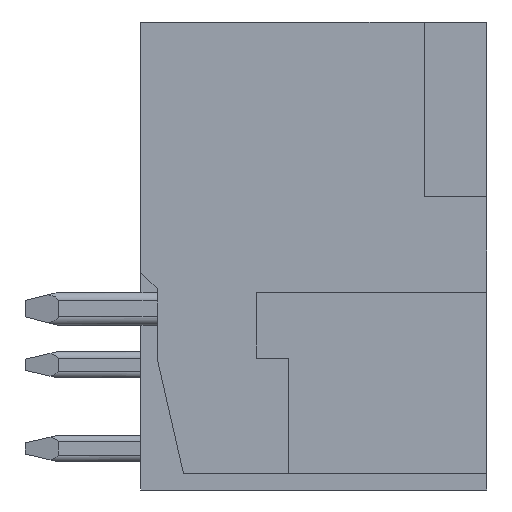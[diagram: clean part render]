
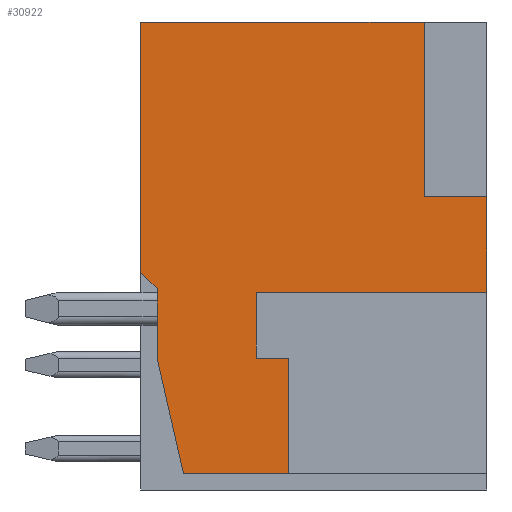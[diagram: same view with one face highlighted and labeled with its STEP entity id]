
A CAD part, front view. The second image highlights one B-rep face of the part: STEP entity #30922.
In plain terms, the highlighted planar face has unit normal (0, -1, 0).
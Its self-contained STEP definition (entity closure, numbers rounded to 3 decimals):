
#117=DIRECTION('',(1.,0.,0.));
#118=VECTOR('',#117,7.);
#119=CARTESIAN_POINT('',(-1.75,-63.47,-1.1));
#120=LINE('',#119,#118);
#578=DIRECTION('',(0.223,0.,-0.975));
#579=VECTOR('',#578,3.59);
#580=CARTESIAN_POINT('',(-4.75,-63.47,-3.1));
#581=LINE('',#580,#579);
#582=DIRECTION('',(0.,0.,1.));
#583=VECTOR('',#582,2.1);
#584=CARTESIAN_POINT('',(-4.75,-63.47,-3.1));
#585=LINE('',#584,#583);
#586=DIRECTION('',(0.707,0.,-0.707));
#587=VECTOR('',#586,0.707);
#588=CARTESIAN_POINT('',(-5.25,-63.47,-0.5));
#589=LINE('',#588,#587);
#590=DIRECTION('',(0.,0.,-1.));
#591=VECTOR('',#590,7.6);
#592=CARTESIAN_POINT('',(-5.25,-63.47,7.1));
#593=LINE('',#592,#591);
#594=DIRECTION('',(-1.,0.,0.));
#595=VECTOR('',#594,8.6);
#596=CARTESIAN_POINT('',(3.35,-63.47,7.1));
#597=LINE('',#596,#595);
#598=DIRECTION('',(0.,0.,-1.));
#599=VECTOR('',#598,5.3);
#600=CARTESIAN_POINT('',(3.35,-63.47,7.1));
#601=LINE('',#600,#599);
#602=DIRECTION('',(-1.,0.,0.));
#603=VECTOR('',#602,1.9);
#604=CARTESIAN_POINT('',(5.25,-63.47,1.8));
#605=LINE('',#604,#603);
#606=DIRECTION('',(0.,0.,1.));
#607=VECTOR('',#606,2.9);
#608=CARTESIAN_POINT('',(5.25,-63.47,-1.1));
#609=LINE('',#608,#607);
#610=DIRECTION('',(0.,0.,-1.));
#611=VECTOR('',#610,2.);
#612=CARTESIAN_POINT('',(-1.75,-63.47,-1.1));
#613=LINE('',#612,#611);
#614=DIRECTION('',(1.,0.,0.));
#615=VECTOR('',#614,1.);
#616=CARTESIAN_POINT('',(-1.75,-63.47,-3.1));
#617=LINE('',#616,#615);
#618=DIRECTION('',(0.,0.,1.));
#619=VECTOR('',#618,3.5);
#620=CARTESIAN_POINT('',(-0.75,-63.47,-6.6));
#621=LINE('',#620,#619);
#622=DIRECTION('',(1.,0.,0.));
#623=VECTOR('',#622,3.2);
#624=CARTESIAN_POINT('',(-3.95,-63.47,-6.6));
#625=LINE('',#624,#623);
#24041=CARTESIAN_POINT('',(-5.25,-63.47,7.1));
#24043=VERTEX_POINT('',#24041);
#24071=CARTESIAN_POINT('',(3.35,-63.47,7.1));
#24072=VERTEX_POINT('',#24071);
#24073=CARTESIAN_POINT('',(5.25,-63.47,1.8));
#24075=VERTEX_POINT('',#24073);
#24083=CARTESIAN_POINT('',(3.35,-63.47,1.8));
#24084=VERTEX_POINT('',#24083);
#24123=CARTESIAN_POINT('',(5.25,-63.47,-1.1));
#24124=VERTEX_POINT('',#24123);
#24129=CARTESIAN_POINT('',(-1.75,-63.47,-3.1));
#24130=CARTESIAN_POINT('',(-0.75,-63.47,-3.1));
#24131=VERTEX_POINT('',#24129);
#24132=VERTEX_POINT('',#24130);
#24135=CARTESIAN_POINT('',(-0.75,-63.47,-6.6));
#24136=VERTEX_POINT('',#24135);
#24137=CARTESIAN_POINT('',(-1.75,-63.47,-1.1));
#24138=VERTEX_POINT('',#24137);
#24141=CARTESIAN_POINT('',(-5.25,-63.47,-0.5));
#24142=CARTESIAN_POINT('',(-4.75,-63.47,-1.));
#24143=VERTEX_POINT('',#24141);
#24144=VERTEX_POINT('',#24142);
#24157=CARTESIAN_POINT('',(-4.75,-63.47,-3.1));
#24158=CARTESIAN_POINT('',(-3.95,-63.47,-6.6));
#24159=VERTEX_POINT('',#24157);
#24160=VERTEX_POINT('',#24158);
#30894=CARTESIAN_POINT('',(0.,-63.47,0.));
#30895=DIRECTION('',(0.,-1.,0.));
#30896=DIRECTION('',(1.,0.,0.));
#30897=AXIS2_PLACEMENT_3D('',#30894,#30895,#30896);
#30898=PLANE('',#30897);
#30899=ORIENTED_EDGE('',*,*,#30885,.F.);
#30900=ORIENTED_EDGE('',*,*,#30825,.T.);
#30902=ORIENTED_EDGE('',*,*,#30901,.F.);
#30904=ORIENTED_EDGE('',*,*,#30903,.F.);
#30906=ORIENTED_EDGE('',*,*,#30905,.F.);
#30908=ORIENTED_EDGE('',*,*,#30907,.T.);
#30910=ORIENTED_EDGE('',*,*,#30909,.F.);
#30912=ORIENTED_EDGE('',*,*,#30911,.F.);
#30913=ORIENTED_EDGE('',*,*,#30326,.F.);
#30914=ORIENTED_EDGE('',*,*,#30384,.T.);
#30916=ORIENTED_EDGE('',*,*,#30915,.T.);
#30918=ORIENTED_EDGE('',*,*,#30917,.F.);
#30919=ORIENTED_EDGE('',*,*,#30507,.F.);
#30920=EDGE_LOOP('',(#30899,#30900,#30902,#30904,#30906,#30908,#30910,#30912,
#30913,#30914,#30916,#30918,#30919));
#30921=FACE_OUTER_BOUND('',#30920,.F.);
#30922=ADVANCED_FACE('',(#30921),#30898,.T.);
#30326=EDGE_CURVE('',#24138,#24124,#120,.T.);
#30384=EDGE_CURVE('',#24138,#24131,#613,.T.);
#30507=EDGE_CURVE('',#24160,#24136,#625,.T.);
#30825=EDGE_CURVE('',#24159,#24144,#585,.T.);
#30885=EDGE_CURVE('',#24159,#24160,#581,.T.);
#30901=EDGE_CURVE('',#24143,#24144,#589,.T.);
#30903=EDGE_CURVE('',#24043,#24143,#593,.T.);
#30905=EDGE_CURVE('',#24072,#24043,#597,.T.);
#30907=EDGE_CURVE('',#24072,#24084,#601,.T.);
#30909=EDGE_CURVE('',#24075,#24084,#605,.T.);
#30911=EDGE_CURVE('',#24124,#24075,#609,.T.);
#30915=EDGE_CURVE('',#24131,#24132,#617,.T.);
#30917=EDGE_CURVE('',#24136,#24132,#621,.T.);
